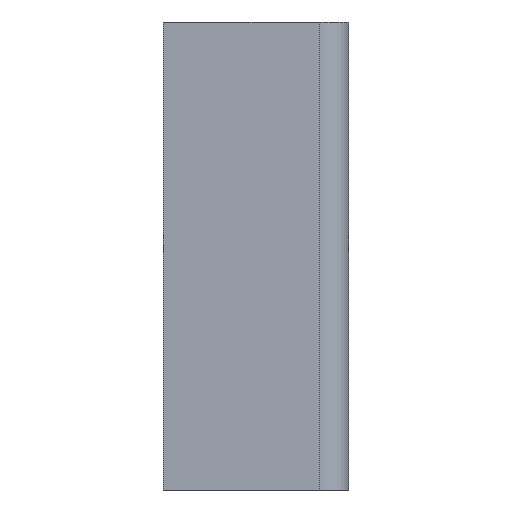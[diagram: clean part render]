
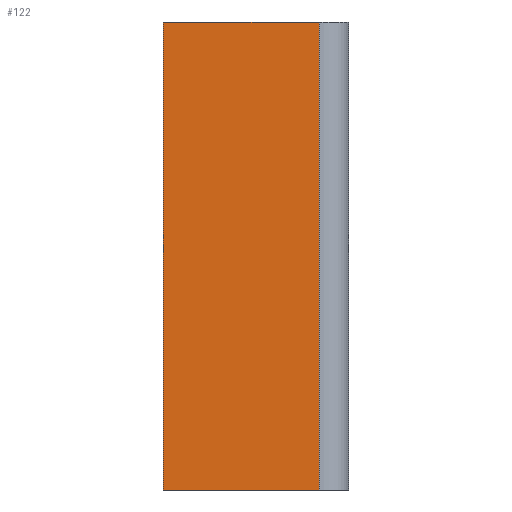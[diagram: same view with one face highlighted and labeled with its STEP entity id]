
A CAD part, front view. The second image highlights one B-rep face of the part: STEP entity #122.
In plain terms, the highlighted planar face has unit normal (0, -1, 0).
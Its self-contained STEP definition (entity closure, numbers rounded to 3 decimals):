
#61=CARTESIAN_POINT('Vertex',(-64.709,-66.592,152.4)) ;
#77=CARTESIAN_POINT('Vertex',(-64.709,-66.592,0.)) ;
#80=CARTESIAN_POINT('Line Origine',(-64.709,-66.592,76.2)) ;
#92=CARTESIAN_POINT('Axis2P3D Location',(-13.909,-66.592,0.)) ;
#97=CARTESIAN_POINT('Line Origine',(-39.309,-66.592,152.4)) ;
#101=CARTESIAN_POINT('Vertex',(-13.909,-66.592,152.4)) ;
#104=CARTESIAN_POINT('Line Origine',(-39.309,-66.592,0.)) ;
#108=CARTESIAN_POINT('Vertex',(-13.909,-66.592,0.)) ;
#111=CARTESIAN_POINT('Line Origine',(-13.909,-66.592,76.2)) ;
#81=DIRECTION('Vector Direction',(0.,0.,1.)) ;
#93=DIRECTION('Axis2P3D Direction',(0.,1.,-0.)) ;
#94=DIRECTION('Axis2P3D XDirection',(-1.,0.,-0.)) ;
#98=DIRECTION('Vector Direction',(-1.,0.,0.)) ;
#105=DIRECTION('Vector Direction',(-1.,0.,0.)) ;
#112=DIRECTION('Vector Direction',(0.,0.,1.)) ;
#95=AXIS2_PLACEMENT_3D('Plane Axis2P3D',#92,#93,#94) ;
#117=ORIENTED_EDGE('',*,*,#103,.T.) ;
#118=ORIENTED_EDGE('',*,*,#84,.F.) ;
#119=ORIENTED_EDGE('',*,*,#110,.F.) ;
#120=ORIENTED_EDGE('',*,*,#115,.T.) ;
#82=VECTOR('Line Direction',#81,1.) ;
#99=VECTOR('Line Direction',#98,1.) ;
#106=VECTOR('Line Direction',#105,1.) ;
#113=VECTOR('Line Direction',#112,1.) ;
#122=ADVANCED_FACE('PartBody',(#121),#96,.F.) ;
#84=EDGE_CURVE('',#78,#62,#83,.T.) ;
#103=EDGE_CURVE('',#102,#62,#100,.T.) ;
#110=EDGE_CURVE('',#109,#78,#107,.T.) ;
#115=EDGE_CURVE('',#109,#102,#114,.T.) ;
#116=EDGE_LOOP('',(#117,#118,#119,#120)) ;
#121=FACE_OUTER_BOUND('',#116,.T.) ;
#83=LINE('Line',#80,#82) ;
#100=LINE('Line',#97,#99) ;
#107=LINE('Line',#104,#106) ;
#114=LINE('Line',#111,#113) ;
#96=PLANE('Plane',#95) ;
#62=VERTEX_POINT('',#61) ;
#78=VERTEX_POINT('',#77) ;
#102=VERTEX_POINT('',#101) ;
#109=VERTEX_POINT('',#108) ;
